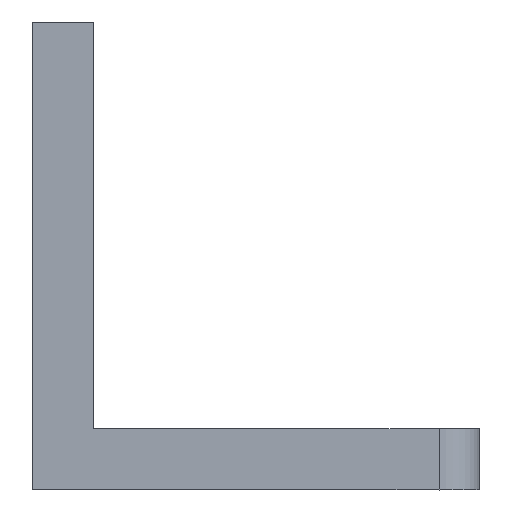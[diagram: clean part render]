
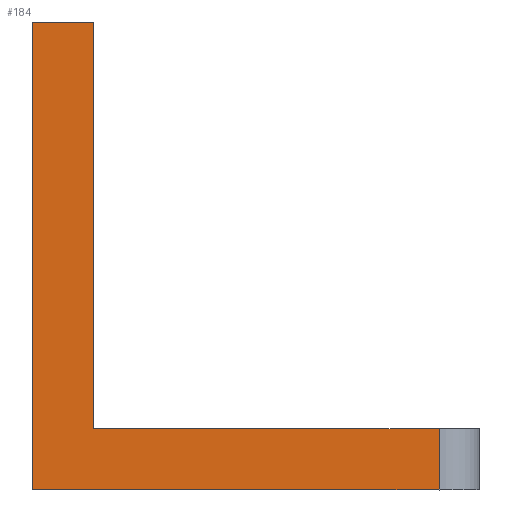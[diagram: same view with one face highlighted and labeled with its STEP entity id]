
A CAD part, left-side view. The second image highlights one B-rep face of the part: STEP entity #184.
In plain terms, the highlighted planar face has unit normal (-1, 0, 0).
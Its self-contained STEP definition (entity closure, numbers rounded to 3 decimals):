
#15=PLANE('',#210);
#24=FACE_OUTER_BOUND('',#34,.T.);
#34=EDGE_LOOP('',(#135,#136,#137,#138,#139,#140,#141));
#43=LINE('',#278,#64);
#45=LINE('',#285,#66);
#46=LINE('',#286,#67);
#47=LINE('',#288,#68);
#48=LINE('',#290,#69);
#49=LINE('',#292,#70);
#50=LINE('',#293,#71);
#64=VECTOR('',#227,10.);
#66=VECTOR('',#233,10.);
#67=VECTOR('',#234,10.);
#68=VECTOR('',#235,10.);
#69=VECTOR('',#236,10.);
#70=VECTOR('',#237,10.);
#71=VECTOR('',#238,10.);
#90=VERTEX_POINT('',#275);
#91=VERTEX_POINT('',#277);
#93=VERTEX_POINT('',#283);
#94=VERTEX_POINT('',#284);
#95=VERTEX_POINT('',#287);
#96=VERTEX_POINT('',#289);
#97=VERTEX_POINT('',#291);
#107=EDGE_CURVE('',#90,#91,#43,.T.);
#110=EDGE_CURVE('',#93,#94,#45,.T.);
#111=EDGE_CURVE('',#91,#93,#46,.T.);
#112=EDGE_CURVE('',#90,#95,#47,.T.);
#113=EDGE_CURVE('',#95,#96,#48,.T.);
#114=EDGE_CURVE('',#97,#96,#49,.T.);
#115=EDGE_CURVE('',#94,#97,#50,.T.);
#135=ORIENTED_EDGE('',*,*,#110,.F.);
#136=ORIENTED_EDGE('',*,*,#111,.F.);
#137=ORIENTED_EDGE('',*,*,#107,.F.);
#138=ORIENTED_EDGE('',*,*,#112,.T.);
#139=ORIENTED_EDGE('',*,*,#113,.T.);
#140=ORIENTED_EDGE('',*,*,#114,.F.);
#141=ORIENTED_EDGE('',*,*,#115,.F.);
#184=ADVANCED_FACE('',(#24),#15,.T.);
#210=AXIS2_PLACEMENT_3D('',#282,#231,#232);
#227=DIRECTION('',(0.,0.,-1.));
#231=DIRECTION('center_axis',(-1.,0.,0.));
#232=DIRECTION('ref_axis',(0.,-1.,0.));
#233=DIRECTION('',(0.,1.,0.));
#234=DIRECTION('',(0.,1.,0.));
#235=DIRECTION('',(0.,1.,0.));
#236=DIRECTION('',(0.,0.,1.));
#237=DIRECTION('',(0.,-1.,0.));
#238=DIRECTION('',(0.,0.,1.));
#275=CARTESIAN_POINT('',(176.25,116.,3.));
#277=CARTESIAN_POINT('',(176.25,116.,1.5));
#278=CARTESIAN_POINT('',(176.25,116.,1.5));
#282=CARTESIAN_POINT('Origin',(176.25,123.,1.5));
#283=CARTESIAN_POINT('',(176.25,123.,1.5));
#284=CARTESIAN_POINT('',(176.25,126.,1.5));
#285=CARTESIAN_POINT('',(176.25,126.,1.5));
#286=CARTESIAN_POINT('',(176.25,123.,1.5));
#287=CARTESIAN_POINT('',(176.25,124.5,3.));
#288=CARTESIAN_POINT('',(176.25,123.,3.));
#289=CARTESIAN_POINT('',(176.25,124.5,13.));
#290=CARTESIAN_POINT('',(176.25,124.5,3.));
#291=CARTESIAN_POINT('',(176.25,126.,13.));
#292=CARTESIAN_POINT('',(176.25,124.5,13.));
#293=CARTESIAN_POINT('',(176.25,126.,1.5));
